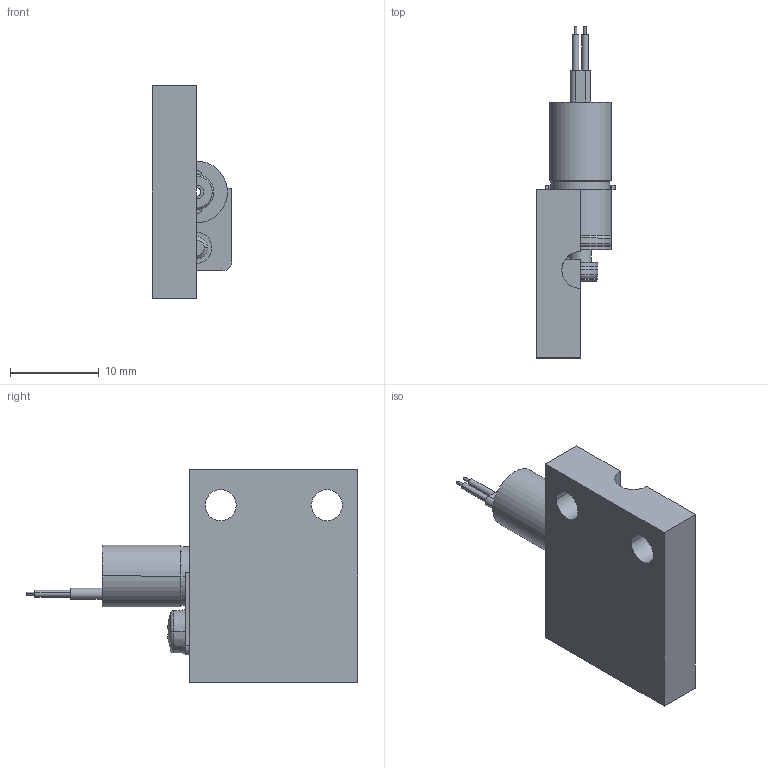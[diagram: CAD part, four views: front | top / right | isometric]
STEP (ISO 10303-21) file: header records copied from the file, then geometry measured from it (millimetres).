
FILE_DESCRIPTION (( 'STEP AP214' ), '1' );
FILE_NAME ('VA 304-7_Montageplatte_offen.STEP', '2019-12-11T06:55:11', ( '' ), ( '' ), 'SwSTEP 2.0', 'SolidWorks 2015', '' );
FILE_SCHEMA (( 'AUTOMOTIVE_DESIGN' ));
Length unit declared in the file: millimetre
Products named in the file (1): VA 304-7_Montageplatte_offen
Bounding box: 9 x 37.47 x 24 mm (x, y, z)
Volume: 2554.1 mm3; surface area: 2383.4 mm2
Topology: 4 solids, 4 shells, 184 faces, 438 edges, 276 vertices
Faces by surface type: plane 77, cylinder 72, cone 19, torus 12, bspline 3, sphere 1
Entity records: 8398 total; most frequent: CARTESIAN_POINT 1956, DIRECTION 965, ORIENTED_EDGE 864, EDGE_CURVE 432, AXIS2_PLACEMENT_3D 382, VERTEX_POINT 275, EDGE_LOOP 211, LINE 201
